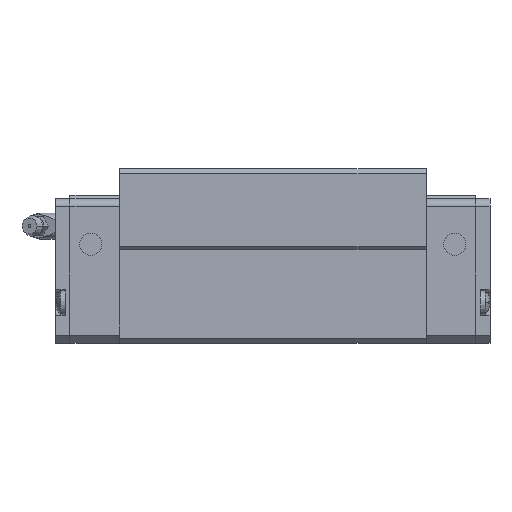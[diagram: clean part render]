
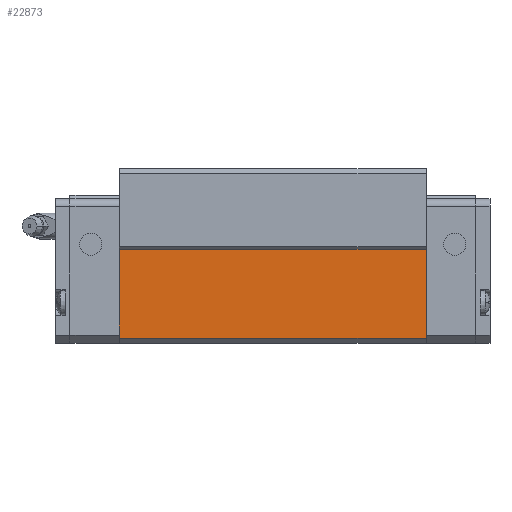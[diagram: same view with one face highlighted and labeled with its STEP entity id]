
A CAD part, front view. The second image highlights one B-rep face of the part: STEP entity #22873.
In plain terms, the highlighted planar face has unit normal (0, -1, 0).
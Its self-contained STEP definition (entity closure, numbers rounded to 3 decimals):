
#16 = CARTESIAN_POINT ( 'NONE',  ( 24.5, -49., 2. ) ) ;
#29 = DIRECTION ( 'NONE',  ( 0., 0., 1. ) ) ;
#1574 = AXIS2_PLACEMENT_3D ( 'NONE', #25816, #5578, #3712 ) ;
#1666 = VERTEX_POINT ( 'NONE', #19504 ) ;
#2404 = VECTOR ( 'NONE', #29, 1000. ) ;
#3712 = DIRECTION ( 'NONE',  ( 0., 0., -1. ) ) ;
#5014 = CARTESIAN_POINT ( 'NONE',  ( 24.5, -49., 36. ) ) ;
#5578 = DIRECTION ( 'NONE',  ( 0., -1., 0. ) ) ;
#5836 = FACE_OUTER_BOUND ( 'NONE', #24677, .T. ) ;
#6092 = DIRECTION ( 'NONE',  ( 0., 0., 1. ) ) ;
#6647 = ORIENTED_EDGE ( 'NONE', *, *, #23001, .T. ) ;
#6729 = CARTESIAN_POINT ( 'NONE',  ( 142.2, -49., 36. ) ) ;
#6868 = LINE ( 'NONE', #5014, #19246 ) ;
#8914 = VERTEX_POINT ( 'NONE', #14834 ) ;
#9078 = ORIENTED_EDGE ( 'NONE', *, *, #9619, .T. ) ;
#9619 = EDGE_CURVE ( 'NONE', #11612, #23443, #21734, .T. ) ;
#9916 = LINE ( 'NONE', #24222, #10830 ) ;
#10309 = EDGE_CURVE ( 'NONE', #23443, #8914, #6868, .T. ) ;
#10830 = VECTOR ( 'NONE', #6092, 1000. ) ;
#11612 = VERTEX_POINT ( 'NONE', #24220 ) ;
#13813 = VECTOR ( 'NONE', #15750, 1000. ) ;
#14172 = LINE ( 'NONE', #16, #13813 ) ;
#14834 = CARTESIAN_POINT ( 'NONE',  ( 24.5, -49., 36. ) ) ;
#15624 = PLANE ( 'NONE',  #1574 ) ;
#15750 = DIRECTION ( 'NONE',  ( 1., 0., 0. ) ) ;
#18405 = ORIENTED_EDGE ( 'NONE', *, *, #21420, .F. ) ;
#19168 = DIRECTION ( 'NONE',  ( -1., 0., 0. ) ) ;
#19246 = VECTOR ( 'NONE', #19168, 1000. ) ;
#19504 = CARTESIAN_POINT ( 'NONE',  ( 24.5, -49., 2. ) ) ;
#21276 = ORIENTED_EDGE ( 'NONE', *, *, #10309, .T. ) ;
#21420 = EDGE_CURVE ( 'NONE', #1666, #8914, #9916, .T. ) ;
#21734 = LINE ( 'NONE', #22129, #2404 ) ;
#22129 = CARTESIAN_POINT ( 'NONE',  ( 142.2, -49., 33.807 ) ) ;
#22873 = ADVANCED_FACE ( 'NONE', ( #5836 ), #15624, .T. ) ;
#23001 = EDGE_CURVE ( 'NONE', #1666, #11612, #14172, .T. ) ;
#23443 = VERTEX_POINT ( 'NONE', #6729 ) ;
#24220 = CARTESIAN_POINT ( 'NONE',  ( 142.2, -49., 2. ) ) ;
#24222 = CARTESIAN_POINT ( 'NONE',  ( 24.5, -49., 33.807 ) ) ;
#24677 = EDGE_LOOP ( 'NONE', ( #18405, #6647, #9078, #21276 ) ) ;
#25816 = CARTESIAN_POINT ( 'NONE',  ( 24.5, -49., 2. ) ) ;
